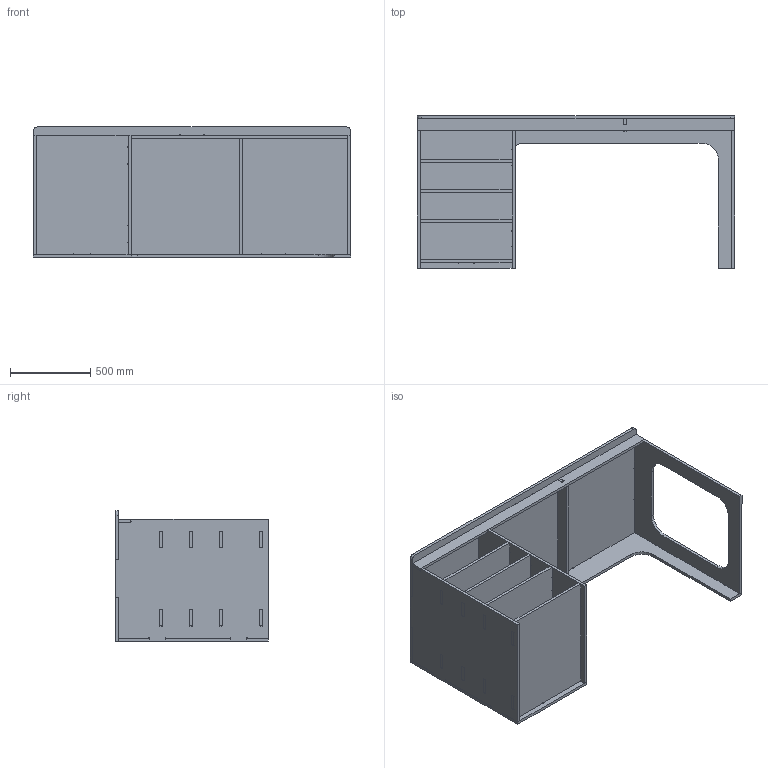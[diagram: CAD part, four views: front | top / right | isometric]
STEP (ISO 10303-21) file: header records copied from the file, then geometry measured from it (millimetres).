
FILE_DESCRIPTION(/* description */ (''),/* implementation_level */ '2;1');
FILE_NAME(/* name */ 'epoxyStation v6.step',/* time_stamp */ '2020-04-27T18:44:48-04:00',/* author */ (''),/* organization */ (''),/* preprocessor_version */ 'ST-DEVELOPER v18.1',/* originating_system */ 'Autodesk Translation Framework v9.2.0.1227',/* authorisation */ '');
FILE_SCHEMA (('AUTOMOTIVE_DESIGN { 1 0 10303 214 3 1 1 }'));
Length unit declared in the file: inch
Products named in the file (9): epoxyStation; cabinetOutside; Back; side; frontSupport; cabinetInside; top; shelf; centerSupport
Assembly tree (11 placements, depth 2):
  epoxyStation
    cabinetOutside
    Back
    side
    frontSupport
    shelf  x4
    cabinetInside
    top
    centerSupport
Bounding box: 1981.2 x 952.5 x 812.8 mm (x, y, z)
Volume: 111589672.5 mm3; surface area: 13090988.2 mm2
Topology: 11 solids, 11 shells, 522 faces, 1500 edges, 1000 vertices
Faces by surface type: plane 339, cylinder 183
Entity records: 13995 total; most frequent: CARTESIAN_POINT 2424, ORIENTED_EDGE 2388, DIRECTION 2368, EDGE_CURVE 1194, LINE 888, VECTOR 888, VERTEX_POINT 796, AXIS2_PLACEMENT_3D 740
